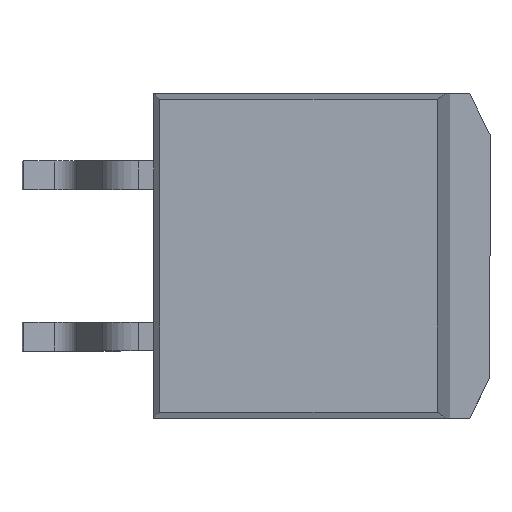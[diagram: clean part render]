
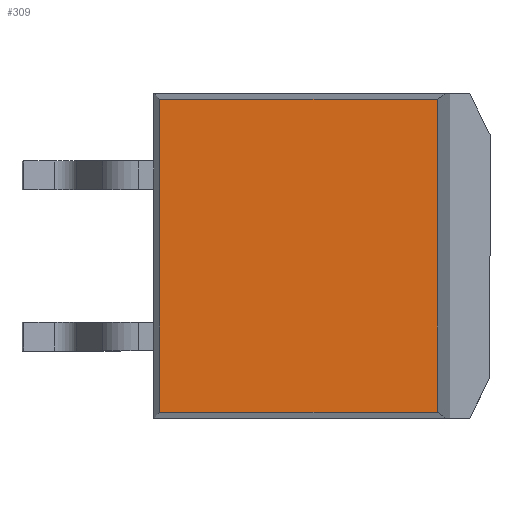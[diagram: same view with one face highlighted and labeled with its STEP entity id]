
A CAD part, top view. The second image highlights one B-rep face of the part: STEP entity #309.
In plain terms, the highlighted planar face has unit normal (0, 0, 1).
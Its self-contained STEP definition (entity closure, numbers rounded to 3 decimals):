
#149=CARTESIAN_POINT('',(5.701,-4.92,4.57));
#150=VERTEX_POINT('',#149);
#190=CARTESIAN_POINT('',(5.701,4.92,4.57));
#191=VERTEX_POINT('',#190);
#198=CARTESIAN_POINT('',(5.701,-4.92,4.57));
#199=DIRECTION('',(0.0,1.0,0.0));
#200=VECTOR('',#199,9.84);
#201=LINE('',#198,#200);
#202=EDGE_CURVE('',#150,#191,#201,.T.);
#268=CARTESIAN_POINT('',(-3.03,-4.92,4.57));
#269=VERTEX_POINT('',#268);
#270=CARTESIAN_POINT('',(5.701,-4.92,4.57));
#271=DIRECTION('',(-1.0,0.0,0.0));
#272=VECTOR('',#271,8.731);
#273=LINE('',#270,#272);
#274=EDGE_CURVE('',#150,#269,#273,.T.);
#286=CARTESIAN_POINT('',(1.44,0.,4.57));
#287=DIRECTION('',(0.0,0.0,1.0));
#288=DIRECTION('',(0.0,-1.0,0.0));
#289=AXIS2_PLACEMENT_3D('',#286,#287,#288);
#290=PLANE('',#289);
#291=ORIENTED_EDGE('',*,*,#202,.T.);
#292=CARTESIAN_POINT('',(-3.03,4.92,4.57));
#293=VERTEX_POINT('',#292);
#294=CARTESIAN_POINT('',(-3.03,4.92,4.57));
#295=DIRECTION('',(1.0,0.0,0.0));
#296=VECTOR('',#295,8.731);
#297=LINE('',#294,#296);
#298=EDGE_CURVE('',#293,#191,#297,.T.);
#299=ORIENTED_EDGE('',*,*,#298,.F.);
#300=CARTESIAN_POINT('',(-3.03,-4.92,4.57));
#301=DIRECTION('',(0.0,1.0,0.0));
#302=VECTOR('',#301,9.84);
#303=LINE('',#300,#302);
#304=EDGE_CURVE('',#269,#293,#303,.T.);
#305=ORIENTED_EDGE('',*,*,#304,.F.);
#306=ORIENTED_EDGE('',*,*,#274,.F.);
#307=EDGE_LOOP('',(#291,#299,#305,#306));
#308=FACE_OUTER_BOUND('',#307,.T.);
#309=ADVANCED_FACE('',(#308),#290,.T.);
